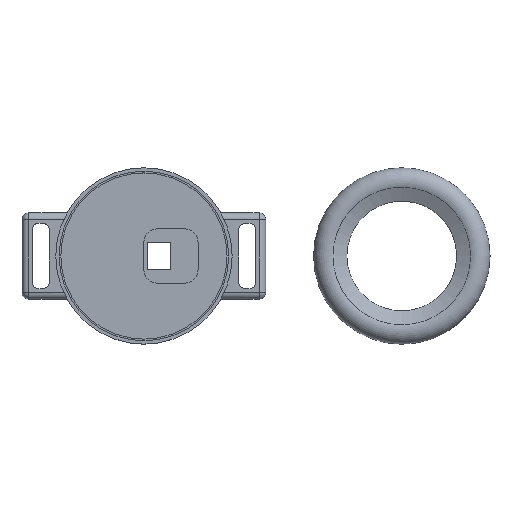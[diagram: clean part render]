
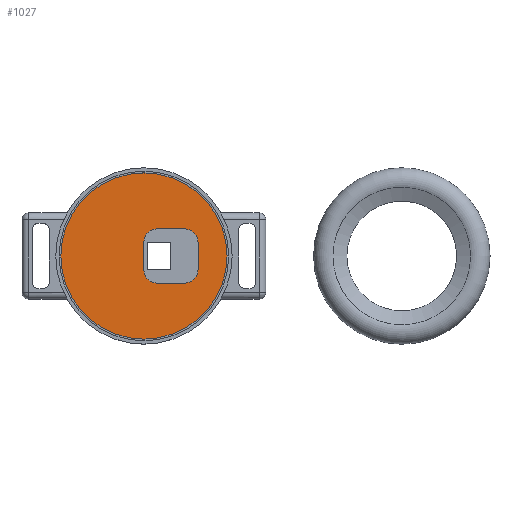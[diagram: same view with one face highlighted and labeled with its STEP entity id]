
A CAD part, top view. The second image highlights one B-rep face of the part: STEP entity #1027.
In plain terms, the highlighted planar face has unit normal (0, 0, 1).
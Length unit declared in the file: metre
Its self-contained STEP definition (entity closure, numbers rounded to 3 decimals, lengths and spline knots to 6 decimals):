
#63=PLANE('',#1185);
#122=CIRCLE('',#1184,0.0245);
#123=CIRCLE('',#1186,0.004);
#124=CIRCLE('',#1187,0.004);
#125=CIRCLE('',#1188,0.004);
#126=CIRCLE('',#1189,0.004);
#338=ORIENTED_EDGE('',*,*,#510,.F.);
#339=ORIENTED_EDGE('',*,*,#511,.T.);
#340=ORIENTED_EDGE('',*,*,#512,.T.);
#341=ORIENTED_EDGE('',*,*,#513,.T.);
#342=ORIENTED_EDGE('',*,*,#514,.T.);
#343=ORIENTED_EDGE('',*,*,#515,.T.);
#344=ORIENTED_EDGE('',*,*,#516,.F.);
#345=ORIENTED_EDGE('',*,*,#517,.T.);
#346=ORIENTED_EDGE('',*,*,#509,.F.);
#509=EDGE_CURVE('',#612,#612,#122,.T.);
#510=EDGE_CURVE('',#613,#614,#679,.T.);
#511=EDGE_CURVE('',#613,#615,#123,.T.);
#512=EDGE_CURVE('',#615,#616,#680,.T.);
#513=EDGE_CURVE('',#616,#617,#124,.T.);
#514=EDGE_CURVE('',#617,#618,#681,.T.);
#515=EDGE_CURVE('',#618,#619,#125,.T.);
#516=EDGE_CURVE('',#620,#619,#682,.T.);
#517=EDGE_CURVE('',#620,#614,#126,.T.);
#612=VERTEX_POINT('',#1797);
#613=VERTEX_POINT('',#1800);
#614=VERTEX_POINT('',#1801);
#615=VERTEX_POINT('',#1803);
#616=VERTEX_POINT('',#1805);
#617=VERTEX_POINT('',#1807);
#618=VERTEX_POINT('',#1809);
#619=VERTEX_POINT('',#1811);
#620=VERTEX_POINT('',#1813);
#679=LINE('',#1799,#753);
#680=LINE('',#1804,#754);
#681=LINE('',#1808,#755);
#682=LINE('',#1812,#756);
#753=VECTOR('',#1478,1.);
#754=VECTOR('',#1481,1.);
#755=VECTOR('',#1484,1.);
#756=VECTOR('',#1487,1.);
#843=EDGE_LOOP('',(#338,#339,#340,#341,#342,#343,#344,#345));
#844=EDGE_LOOP('',(#346));
#933=FACE_BOUND('',#843,.T.);
#934=FACE_BOUND('',#844,.T.);
#1027=ADVANCED_FACE('',(#933,#934),#63,.F.);
#1184=AXIS2_PLACEMENT_3D('',#1796,#1474,#1475);
#1185=AXIS2_PLACEMENT_3D('',#1798,#1476,#1477);
#1186=AXIS2_PLACEMENT_3D('',#1802,#1479,#1480);
#1187=AXIS2_PLACEMENT_3D('',#1806,#1482,#1483);
#1188=AXIS2_PLACEMENT_3D('',#1810,#1485,#1486);
#1189=AXIS2_PLACEMENT_3D('',#1814,#1488,#1489);
#1474=DIRECTION('',(0.,0.,-1.));
#1475=DIRECTION('',(-1.,0.,0.));
#1476=DIRECTION('',(0.,0.,-1.));
#1477=DIRECTION('',(-1.,0.,0.));
#1478=DIRECTION('',(-1.,0.,0.));
#1479=DIRECTION('',(0.,0.,-1.));
#1480=DIRECTION('',(-1.,0.,0.));
#1481=DIRECTION('',(0.,-1.,0.));
#1482=DIRECTION('',(0.,0.,-1.));
#1483=DIRECTION('',(-1.,0.,0.));
#1484=DIRECTION('',(-1.,0.,0.));
#1485=DIRECTION('',(0.,0.,-1.));
#1486=DIRECTION('',(-1.,0.,0.));
#1487=DIRECTION('',(0.,-1.,0.));
#1488=DIRECTION('',(0.,0.,-1.));
#1489=DIRECTION('',(-1.,0.,0.));
#1796=CARTESIAN_POINT('',(0.,0.,0.0015));
#1797=CARTESIAN_POINT('',(-0.0245,0.,0.0015));
#1798=CARTESIAN_POINT('',(0.,0.01225,0.0015));
#1799=CARTESIAN_POINT('',(0.007958,0.008,0.0015));
#1800=CARTESIAN_POINT('',(0.011953,0.008,0.0015));
#1801=CARTESIAN_POINT('',(0.003963,0.008,0.0015));
#1802=CARTESIAN_POINT('',(0.011953,0.004,0.0015));
#1803=CARTESIAN_POINT('',(0.015953,0.004,0.0015));
#1804=CARTESIAN_POINT('',(0.015953,-0.004,0.0015));
#1805=CARTESIAN_POINT('',(0.015953,-0.004,0.0015));
#1806=CARTESIAN_POINT('',(0.011953,-0.004,0.0015));
#1807=CARTESIAN_POINT('',(0.011953,-0.008,0.0015));
#1808=CARTESIAN_POINT('',(0.007958,-0.008,0.0015));
#1809=CARTESIAN_POINT('',(0.003963,-0.008,0.0015));
#1810=CARTESIAN_POINT('',(0.003963,-0.004,0.0015));
#1811=CARTESIAN_POINT('',(-0.000037,-0.004,0.0015));
#1812=CARTESIAN_POINT('',(-0.000037,0.004,0.0015));
#1813=CARTESIAN_POINT('',(-0.000037,0.004,0.0015));
#1814=CARTESIAN_POINT('',(0.003963,0.004,0.0015));
